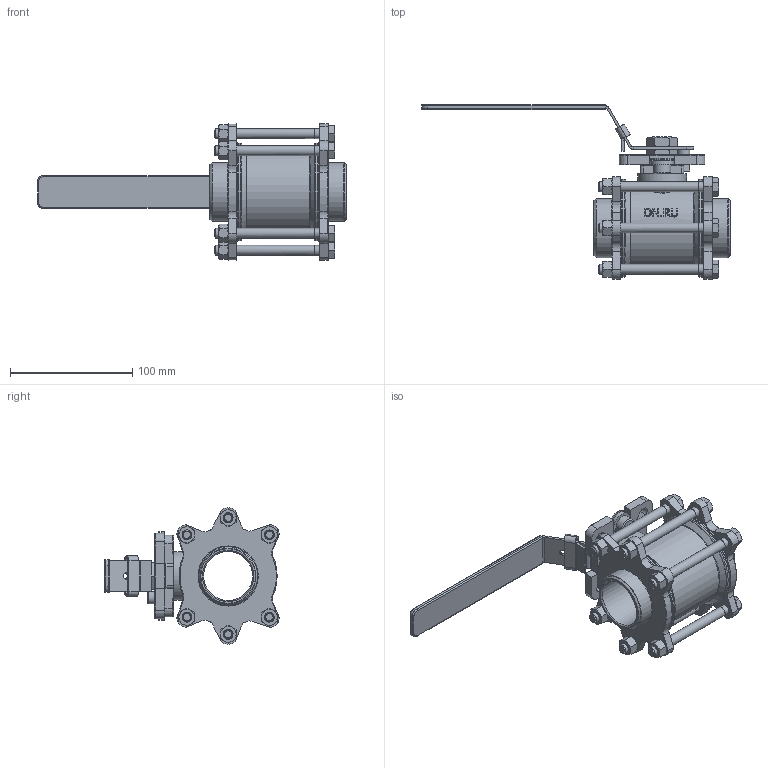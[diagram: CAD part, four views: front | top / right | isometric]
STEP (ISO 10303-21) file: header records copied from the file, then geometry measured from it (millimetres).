
FILE_DESCRIPTION(/* description */ (''),/* implementation_level */ '2;1');
FILE_NAME(/* name */ 'DN40_3D_STEP.stp',/* time_stamp */ '2023-12-15T13:13:05+03:00',/* author */ ('igorr'),/* organization */ (''),/* preprocessor_version */ 'ST-DEVELOPER v19.2',/* originating_system */ 'Autodesk Inventor 2023',/* authorisation */ '');
FILE_SCHEMA (('AUTOMOTIVE_DESIGN { 1 0 10303 214 3 1 1 }'));
Length unit declared in the file: millimetre
Products named in the file (8): Сборка; Деталь1; Деталь6; ANSI B18.2.4.2M - M8x1,25; AS 1110 - M8 x 12; AS 1420 - 1973 - M6 x 10; ANSI B18.2.4.2M - M6x1; BS 3692 - M14
Assembly tree (18 placements, depth 2):
  Сборка
    Деталь1
    Деталь6
    ANSI B18.2.4.2M - M8x1,25  x6
    AS 1110 - M8 x 12  x6
    AS 1420 - 1973 - M6 x 10
    ANSI B18.2.4.2M - M6x1
    BS 3692 - M14  x2
Bounding box: 253.08 x 143.13 x 111.85 mm (x, y, z)
Volume: 396995.2 mm3; surface area: 116340.7 mm2
Topology: 19 solids, 19 shells, 900 faces, 2106 edges, 1283 vertices
Faces by surface type: plane 444, cone 186, cylinder 183, bspline 47, torus 40
Full cylindrical faces by diameter (mm): 4.05 x1, 4.31 x1, 4.917 x1, 5 x1, 6 x1, 6.647 x6, 8 x25, 10 x1, 11.457 x1, 11.835 x2, 11.964 x1, 13 x6, 19.161 x4, 23 x1, 40 x2, 48.3 x2, 70 x3, 80.151 x2, 80.299 x2
Entity records: 20396 total; most frequent: CARTESIAN_POINT 4607, DIRECTION 3143, ORIENTED_EDGE 3100, EDGE_CURVE 1550, AXIS2_PLACEMENT_3D 1178, VERTEX_POINT 959, LINE 787, VECTOR 787
